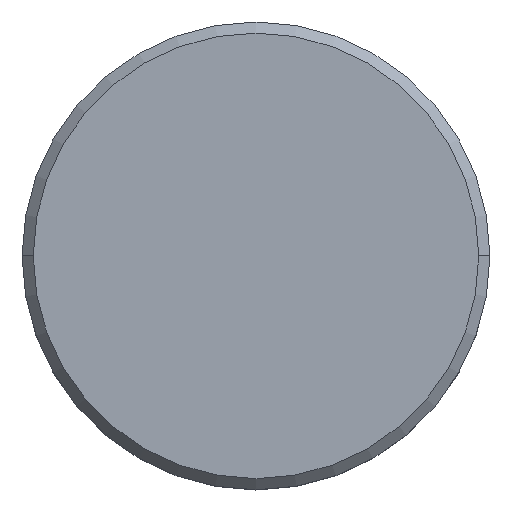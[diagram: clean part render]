
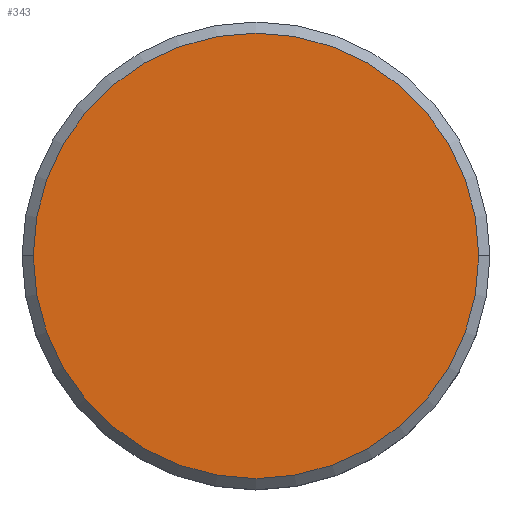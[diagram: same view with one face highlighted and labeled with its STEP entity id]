
A CAD part, top view. The second image highlights one B-rep face of the part: STEP entity #343.
In plain terms, the highlighted planar face has unit normal (0, 0, 1).
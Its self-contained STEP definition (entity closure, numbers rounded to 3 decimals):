
#51 = VERTEX_POINT ( 'NONE', #610 ) ;
#60 = EDGE_CURVE ( 'NONE', #51, #491, #1036, .T. ) ;
#86 = DIRECTION ( 'NONE',  ( 1., 0., 0. ) ) ;
#182 = DIRECTION ( 'NONE',  ( 1., 0., 0. ) ) ;
#238 = CIRCLE ( 'NONE', #600, 10. ) ;
#251 = EDGE_CURVE ( 'NONE', #491, #51, #238, .T. ) ;
#254 = CARTESIAN_POINT ( 'NONE',  ( 0., 0., 0. ) ) ;
#271 = CARTESIAN_POINT ( 'NONE',  ( 10., 0., 0. ) ) ;
#333 = ORIENTED_EDGE ( 'NONE', *, *, #251, .T. ) ;
#343 = ADVANCED_FACE ( 'NONE', ( #934 ), #772, .T. ) ;
#474 = ORIENTED_EDGE ( 'NONE', *, *, #60, .T. ) ;
#491 = VERTEX_POINT ( 'NONE', #271 ) ;
#525 = AXIS2_PLACEMENT_3D ( 'NONE', #695, #875, #86 ) ;
#600 = AXIS2_PLACEMENT_3D ( 'NONE', #254, #781, #1144 ) ;
#610 = CARTESIAN_POINT ( 'NONE',  ( -10., 0., 0. ) ) ;
#613 = CARTESIAN_POINT ( 'NONE',  ( 0., 0., 0. ) ) ;
#645 = EDGE_LOOP ( 'NONE', ( #474, #333 ) ) ;
#695 = CARTESIAN_POINT ( 'NONE',  ( 0., 0., 0. ) ) ;
#772 = PLANE ( 'NONE',  #1136 ) ;
#781 = DIRECTION ( 'NONE',  ( 0., 0., 1. ) ) ;
#875 = DIRECTION ( 'NONE',  ( 0., 0., 1. ) ) ;
#934 = FACE_OUTER_BOUND ( 'NONE', #645, .T. ) ;
#973 = DIRECTION ( 'NONE',  ( 0., 0., 1. ) ) ;
#1036 = CIRCLE ( 'NONE', #525, 10. ) ;
#1136 = AXIS2_PLACEMENT_3D ( 'NONE', #613, #973, #182 ) ;
#1144 = DIRECTION ( 'NONE',  ( 1., 0., 0. ) ) ;
